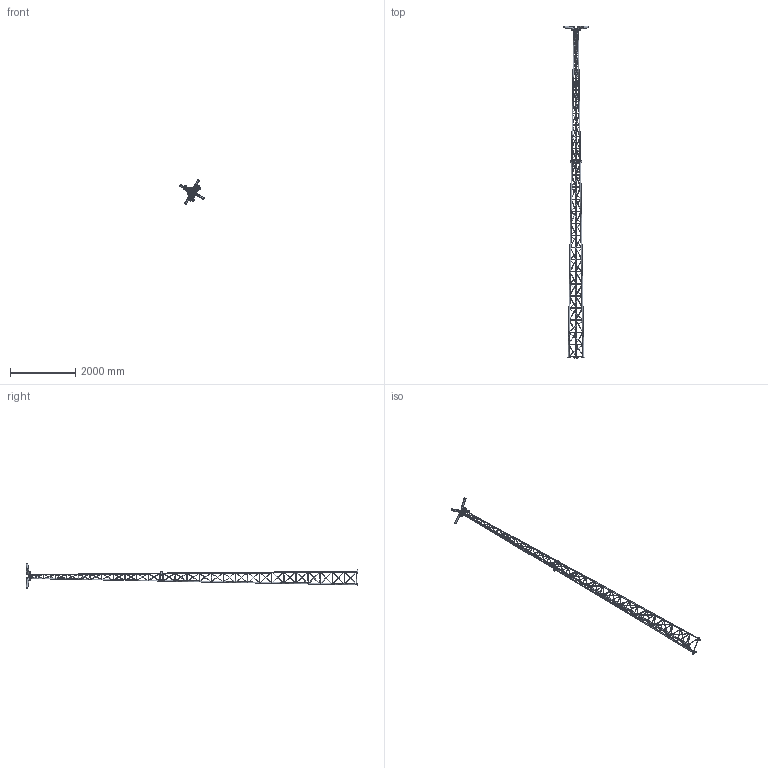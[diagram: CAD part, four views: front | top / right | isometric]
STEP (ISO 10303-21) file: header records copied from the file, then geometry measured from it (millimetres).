
FILE_DESCRIPTION (( 'STEP AP214' ), '1' );
FILE_NAME ('Zlozenie Wieza H=10m 450 - 125.STEP', '2025-02-24T18:17:54', ( '' ), ( '' ), 'SwSTEP 2.0', 'SolidWorks 2024', '' );
FILE_SCHEMA (( 'AUTOMOTIVE_DESIGN' ));
Length unit declared in the file: millimetre
Products named in the file (11): hex nut gradec_din_Hexagon Nut ISO 4034 - M20 - N; segment W450-255 H6000 New; socket head cap screw fine_din_DIN 912 M8x1 x 30 --- 30N; Kolano hamburskie 60,3 - luminary; high strength hex head bolt_din_DIN 6914 - M20 x 60 x 31-N; segment W255-125 H4000 New; Pierscien dociskowy; Zlozenie luminary mount for h8 pole wersja 4 rury; Nadstawka slup 4 luminaries; hex flange nut_din_Hexagon Flange Nut DIN 6923 - M8 - N; Zlozenie Wieza H=10m 450 - 125
Assembly tree (48 placements, depth 3):
  Zlozenie Wieza H=10m 450 - 125
    segment W450-255 H6000 New
    segment W255-125 H4000 New
    Zlozenie luminary mount for h8 pole wersja 4 rury
      Nadstawka slup 4 luminaries
      Kolano hamburskie 60,3 - luminary  x4
      Pierscien dociskowy  x4
      socket head cap screw fine_din_DIN 912 M8x1 x 30 --- 30N  x12
      hex flange nut_din_Hexagon Flange Nut DIN 6923 - M8 - N  x12
    high strength hex head bolt_din_DIN 6914 - M20 x 60 x 31-N  x6
    hex nut gradec_din_Hexagon Nut ISO 4034 - M20 - N  x6
Bounding box: 755.15 x 10157.35 x 755.15 mm (x, y, z)
Volume: 24704655.5 mm3; surface area: 5563792.4 mm2
Topology: 232 solids, 232 shells, 2224 faces, 4530 edges, 2789 vertices
Faces by surface type: cylinder 1215, plane 501, cone 336, torus 100, bspline 72
Entity records: 70228 total; most frequent: CARTESIAN_POINT 44918, ORIENTED_EDGE 4632, DIRECTION 4173, EDGE_CURVE 2316, AXIS2_PLACEMENT_3D 1679, VERTEX_POINT 1514, EDGE_LOOP 1318, ADVANCED_FACE 1197
